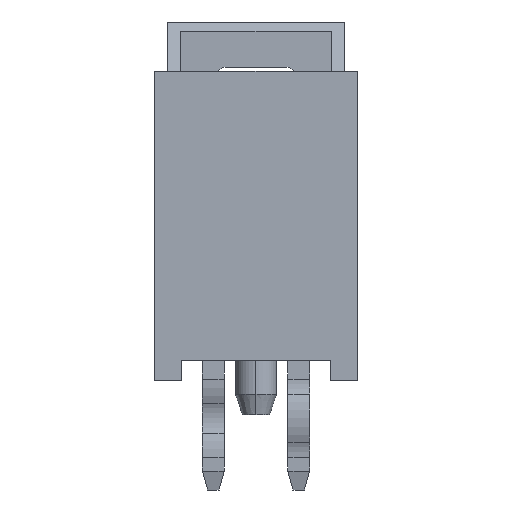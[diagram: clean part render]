
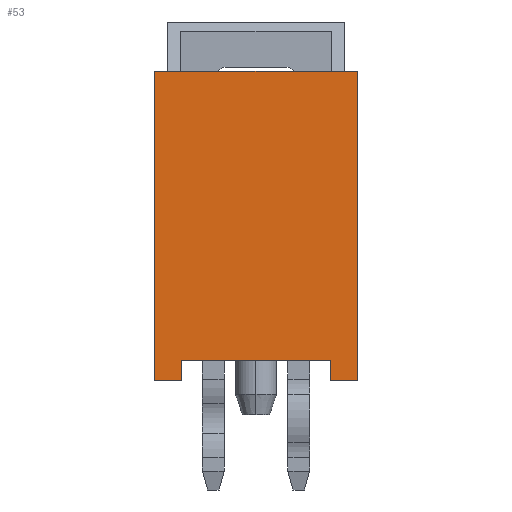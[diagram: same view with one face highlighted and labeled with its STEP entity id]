
A CAD part, front view. The second image highlights one B-rep face of the part: STEP entity #53.
In plain terms, the highlighted planar face has unit normal (0, -1, 0).
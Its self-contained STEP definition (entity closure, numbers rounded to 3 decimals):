
#53=ADVANCED_FACE('',(#172),#173,.F.);
#172=FACE_OUTER_BOUND('',#407,.T.);
#173=PLANE('',#408);
#407=EDGE_LOOP('',(#652,#653,#654,#655,#656,#657,#658,#659));
#408=AXIS2_PLACEMENT_3D('',#660,#661,#662);
#652=ORIENTED_EDGE('',*,*,#1606,.F.);
#653=ORIENTED_EDGE('',*,*,#1607,.T.);
#654=ORIENTED_EDGE('',*,*,#1608,.F.);
#655=ORIENTED_EDGE('',*,*,#1609,.F.);
#656=ORIENTED_EDGE('',*,*,#1610,.F.);
#657=ORIENTED_EDGE('',*,*,#1611,.T.);
#658=ORIENTED_EDGE('',*,*,#1612,.F.);
#659=ORIENTED_EDGE('',*,*,#1613,.F.);
#660=CARTESIAN_POINT('',(0.0,-1.74,0.0));
#661=DIRECTION('',(-0.0,1.0,0.0));
#662=DIRECTION('',(1.0,0.0,0.0));
#1606=EDGE_CURVE('',#1920,#1921,#1922,.T.);
#1607=EDGE_CURVE('',#1920,#1923,#1924,.T.);
#1608=EDGE_CURVE('',#1925,#1923,#1926,.T.);
#1609=EDGE_CURVE('',#1927,#1925,#1928,.T.);
#1610=EDGE_CURVE('',#1929,#1927,#1930,.T.);
#1611=EDGE_CURVE('',#1929,#1931,#1932,.T.);
#1612=EDGE_CURVE('',#1933,#1931,#1934,.T.);
#1613=EDGE_CURVE('',#1921,#1933,#1935,.T.);
#1920=VERTEX_POINT('',#2435);
#1921=VERTEX_POINT('',#2436);
#1922=LINE('',#2437,#2438);
#1923=VERTEX_POINT('',#2439);
#1924=LINE('',#2440,#2441);
#1925=VERTEX_POINT('',#2442);
#1926=LINE('',#2443,#2444);
#1927=VERTEX_POINT('',#2445);
#1928=LINE('',#2446,#2447);
#1929=VERTEX_POINT('',#2448);
#1930=LINE('',#2449,#2450);
#1931=VERTEX_POINT('',#2451);
#1932=LINE('',#2452,#2453);
#1933=VERTEX_POINT('',#2454);
#1934=LINE('',#2455,#2456);
#1935=LINE('',#2457,#2458);
#2435=CARTESIAN_POINT('',(2.17,-1.74,-4.23));
#2436=CARTESIAN_POINT('',(-2.17,-1.74,-4.23));
#2437=CARTESIAN_POINT('',(2.17,-1.74,-4.23));
#2438=VECTOR('',#3203,4.34);
#2439=CARTESIAN_POINT('',(2.17,-1.74,-4.83));
#2440=CARTESIAN_POINT('',(2.17,-1.74,-4.23));
#2441=VECTOR('',#3204,0.6);
#2442=CARTESIAN_POINT('',(2.97,-1.74,-4.83));
#2443=CARTESIAN_POINT('',(2.97,-1.74,-4.83));
#2444=VECTOR('',#3205,0.8);
#2445=CARTESIAN_POINT('',(2.97,-1.74,4.23));
#2446=CARTESIAN_POINT('',(2.97,-1.74,4.23));
#2447=VECTOR('',#3206,9.06);
#2448=CARTESIAN_POINT('',(-2.97,-1.74,4.23));
#2449=CARTESIAN_POINT('',(-2.97,-1.74,4.23));
#2450=VECTOR('',#3207,5.94);
#2451=CARTESIAN_POINT('',(-2.97,-1.74,-4.83));
#2452=CARTESIAN_POINT('',(-2.97,-1.74,4.23));
#2453=VECTOR('',#3208,9.06);
#2454=CARTESIAN_POINT('',(-2.17,-1.74,-4.83));
#2455=CARTESIAN_POINT('',(-2.17,-1.74,-4.83));
#2456=VECTOR('',#3209,0.8);
#2457=CARTESIAN_POINT('',(-2.17,-1.74,-4.23));
#2458=VECTOR('',#3210,0.6);
#3203=DIRECTION('',(-1.0,0.0,0.0));
#3204=DIRECTION('',(0.0,0.0,-1.0));
#3205=DIRECTION('',(-1.0,0.0,0.0));
#3206=DIRECTION('',(0.0,0.0,-1.0));
#3207=DIRECTION('',(1.0,0.0,0.0));
#3208=DIRECTION('',(0.0,0.0,-1.0));
#3209=DIRECTION('',(-1.0,0.0,0.0));
#3210=DIRECTION('',(0.0,0.0,-1.0));
